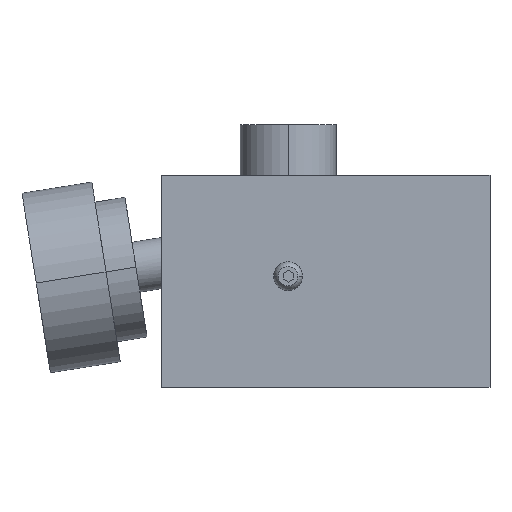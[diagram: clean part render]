
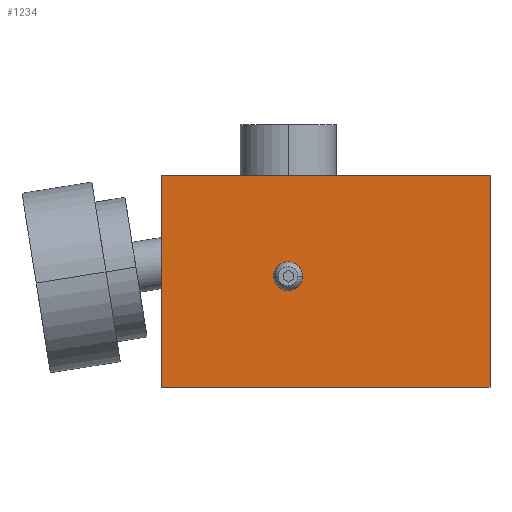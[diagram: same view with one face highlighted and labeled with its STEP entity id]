
A CAD part, front view. The second image highlights one B-rep face of the part: STEP entity #1234.
In plain terms, the highlighted planar face has unit normal (0, -1, 0).
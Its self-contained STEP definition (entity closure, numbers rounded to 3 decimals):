
#9 = EDGE_CURVE ( 'NONE', #1072, #786, #1314, .T. ) ;
#94 = CARTESIAN_POINT ( 'NONE',  ( 15., -12.5, 42. ) ) ;
#105 = VERTEX_POINT ( 'NONE', #405 ) ;
#115 = AXIS2_PLACEMENT_3D ( 'NONE', #1347, #519, #1791 ) ;
#155 = ORIENTED_EDGE ( 'NONE', *, *, #410, .F. ) ;
#191 = CARTESIAN_POINT ( 'NONE',  ( -50., -12.5, 0. ) ) ;
#253 = CARTESIAN_POINT ( 'NONE',  ( -25., -12.5, 22. ) ) ;
#332 = LINE ( 'NONE', #191, #1443 ) ;
#361 = CARTESIAN_POINT ( 'NONE',  ( -22.15, -12.5, 22. ) ) ;
#405 = CARTESIAN_POINT ( 'NONE',  ( -50., -12.5, 0. ) ) ;
#408 = ORIENTED_EDGE ( 'NONE', *, *, #9, .F. ) ;
#410 = EDGE_CURVE ( 'NONE', #786, #105, #1134, .T. ) ;
#498 = EDGE_CURVE ( 'NONE', #760, #1703, #1104, .T. ) ;
#519 = DIRECTION ( 'NONE',  ( 0., 1., 0. ) ) ;
#530 = CARTESIAN_POINT ( 'NONE',  ( 15., -12.5, 0. ) ) ;
#581 = FACE_BOUND ( 'NONE', #1341, .T. ) ;
#673 = EDGE_CURVE ( 'NONE', #1759, #1072, #1919, .T. ) ;
#692 = DIRECTION ( 'NONE',  ( 0., 1., 0. ) ) ;
#760 = VERTEX_POINT ( 'NONE', #1448 ) ;
#786 = VERTEX_POINT ( 'NONE', #1269 ) ;
#850 = CARTESIAN_POINT ( 'NONE',  ( 15., -12.5, 42. ) ) ;
#899 = FACE_OUTER_BOUND ( 'NONE', #1661, .T. ) ;
#924 = VECTOR ( 'NONE', #1167, 1000. ) ;
#997 = CIRCLE ( 'NONE', #115, 2.85 ) ;
#1012 = PLANE ( 'NONE',  #1960 ) ;
#1023 = DIRECTION ( 'NONE',  ( 0., 1., 0. ) ) ;
#1072 = VERTEX_POINT ( 'NONE', #94 ) ;
#1093 = DIRECTION ( 'NONE',  ( 0., 0., 1. ) ) ;
#1096 = DIRECTION ( 'NONE',  ( 1., 0., 0. ) ) ;
#1104 = CIRCLE ( 'NONE', #1361, 2.85 ) ;
#1134 = LINE ( 'NONE', #530, #1772 ) ;
#1167 = DIRECTION ( 'NONE',  ( 0., 0., -1. ) ) ;
#1234 = ADVANCED_FACE ( 'NONE', ( #581, #899 ), #1012, .F. ) ;
#1269 = CARTESIAN_POINT ( 'NONE',  ( 15., -12.5, 0. ) ) ;
#1314 = LINE ( 'NONE', #850, #924 ) ;
#1341 = EDGE_LOOP ( 'NONE', ( #1394, #1908 ) ) ;
#1347 = CARTESIAN_POINT ( 'NONE',  ( -25., -12.5, 22. ) ) ;
#1357 = DIRECTION ( 'NONE',  ( 0., 0., 1. ) ) ;
#1361 = AXIS2_PLACEMENT_3D ( 'NONE', #253, #1023, #1525 ) ;
#1394 = ORIENTED_EDGE ( 'NONE', *, *, #498, .T. ) ;
#1402 = VECTOR ( 'NONE', #1096, 1000. ) ;
#1443 = VECTOR ( 'NONE', #1093, 1000. ) ;
#1448 = CARTESIAN_POINT ( 'NONE',  ( -27.85, -12.5, 22. ) ) ;
#1525 = DIRECTION ( 'NONE',  ( 0., 0., -1. ) ) ;
#1586 = ORIENTED_EDGE ( 'NONE', *, *, #1967, .F. ) ;
#1661 = EDGE_LOOP ( 'NONE', ( #408, #1830, #1586, #155 ) ) ;
#1695 = CARTESIAN_POINT ( 'NONE',  ( 15., -12.5, 0. ) ) ;
#1703 = VERTEX_POINT ( 'NONE', #361 ) ;
#1759 = VERTEX_POINT ( 'NONE', #1831 ) ;
#1767 = DIRECTION ( 'NONE',  ( -1., 0., 0. ) ) ;
#1772 = VECTOR ( 'NONE', #1767, 1000. ) ;
#1791 = DIRECTION ( 'NONE',  ( 0., 0., -1. ) ) ;
#1804 = EDGE_CURVE ( 'NONE', #1703, #760, #997, .T. ) ;
#1830 = ORIENTED_EDGE ( 'NONE', *, *, #673, .F. ) ;
#1831 = CARTESIAN_POINT ( 'NONE',  ( -50., -12.5, 42. ) ) ;
#1907 = CARTESIAN_POINT ( 'NONE',  ( -50., -12.5, 42. ) ) ;
#1908 = ORIENTED_EDGE ( 'NONE', *, *, #1804, .T. ) ;
#1919 = LINE ( 'NONE', #1907, #1402 ) ;
#1960 = AXIS2_PLACEMENT_3D ( 'NONE', #1695, #692, #1357 ) ;
#1967 = EDGE_CURVE ( 'NONE', #105, #1759, #332, .T. ) ;
